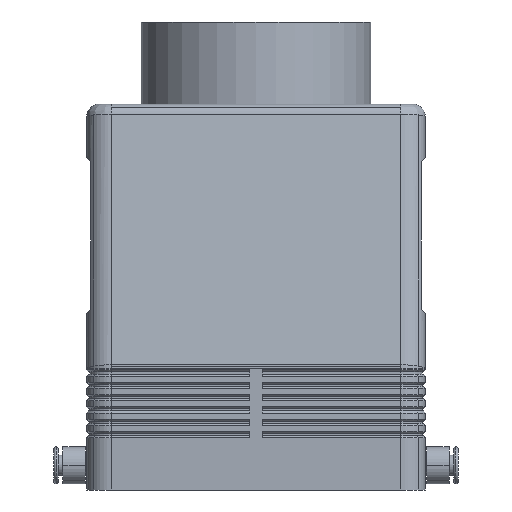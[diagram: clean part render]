
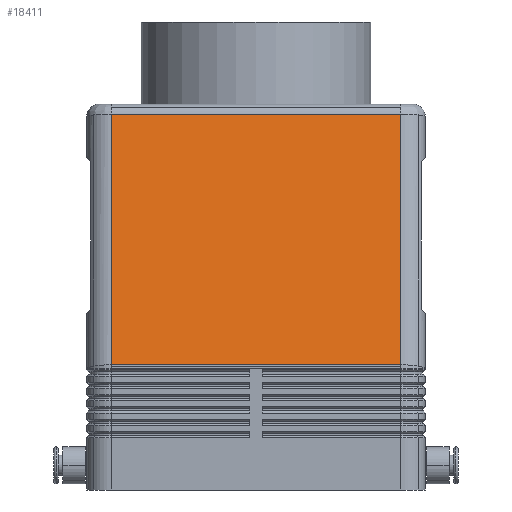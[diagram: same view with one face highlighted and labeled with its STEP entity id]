
A CAD part, left-side view. The second image highlights one B-rep face of the part: STEP entity #18411.
In plain terms, the highlighted planar face has unit normal (-0.986, 0, 0.166).
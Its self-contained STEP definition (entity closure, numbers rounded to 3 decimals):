
#651=CARTESIAN_POINT('',(-46.667,-35.25,30.493));
#652=VERTEX_POINT('',#651);
#660=CARTESIAN_POINT('',(-46.667,35.25,30.493));
#661=VERTEX_POINT('',#660);
#662=CARTESIAN_POINT('',(-46.667,-35.25,30.493));
#663=DIRECTION('',(0.0,1.0,0.0));
#664=VECTOR('',#663,70.5);
#665=LINE('',#662,#664);
#666=EDGE_CURVE('',#652,#661,#665,.T.);
#9945=CARTESIAN_POINT('',(-36.42,-35.25,91.497));
#9946=VERTEX_POINT('',#9945);
#9954=CARTESIAN_POINT('',(-36.42,-35.25,91.497));
#9955=DIRECTION('',(-0.166,0.0,-0.986));
#9956=VECTOR('',#9955,61.858);
#9957=LINE('',#9954,#9956);
#9958=EDGE_CURVE('',#9946,#652,#9957,.T.);
#17986=CARTESIAN_POINT('',(-36.42,35.25,91.497));
#17987=VERTEX_POINT('',#17986);
#17995=CARTESIAN_POINT('',(-36.42,35.25,91.497));
#17996=DIRECTION('',(0.0,-1.0,0.0));
#17997=VECTOR('',#17996,70.5);
#17998=LINE('',#17995,#17997);
#17999=EDGE_CURVE('',#17987,#9946,#17998,.T.);
#18378=CARTESIAN_POINT('',(-46.667,35.25,30.493));
#18379=DIRECTION('',(0.166,0.0,0.986));
#18380=VECTOR('',#18379,61.858);
#18381=LINE('',#18378,#18380);
#18382=EDGE_CURVE('',#661,#17987,#18381,.T.);
#18400=CARTESIAN_POINT('',(-36.0,0.0,94.0));
#18401=DIRECTION('',(-0.986,0.0,0.166));
#18402=DIRECTION('',(0.166,0.0,0.986));
#18403=AXIS2_PLACEMENT_3D('',#18400,#18401,#18402);
#18404=PLANE('',#18403);
#18405=ORIENTED_EDGE('',*,*,#17999,.F.);
#18406=ORIENTED_EDGE('',*,*,#18382,.F.);
#18407=ORIENTED_EDGE('',*,*,#666,.F.);
#18408=ORIENTED_EDGE('',*,*,#9958,.F.);
#18409=EDGE_LOOP('',(#18405,#18406,#18407,#18408));
#18410=FACE_OUTER_BOUND('',#18409,.T.);
#18411=ADVANCED_FACE('',(#18410),#18404,.T.);
